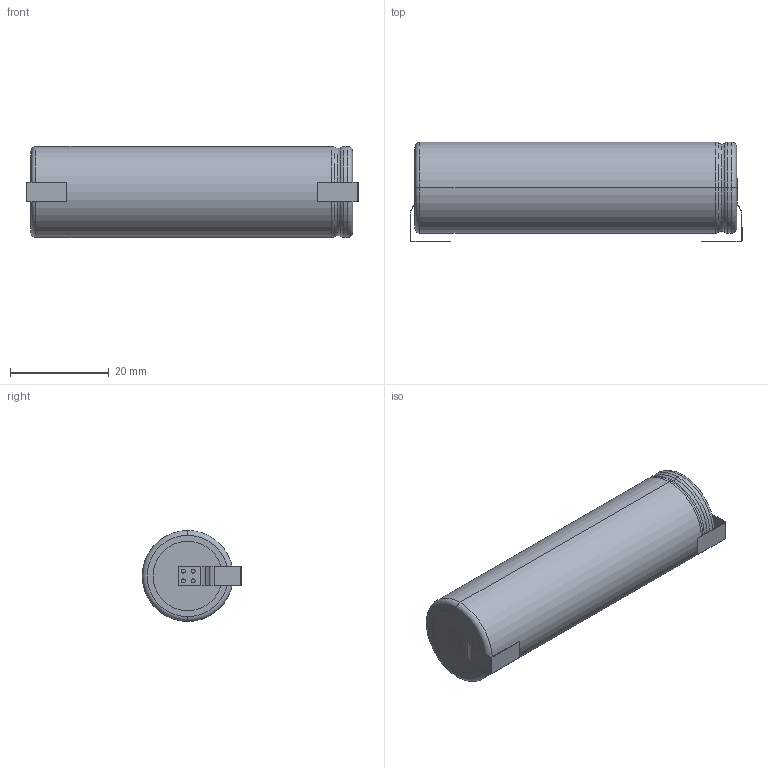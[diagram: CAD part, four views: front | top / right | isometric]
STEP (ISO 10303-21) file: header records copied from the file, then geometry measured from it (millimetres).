
FILE_DESCRIPTION (( 'STEP AP214' ), '1' );
FILE_NAME ('4F2BBAB3-8771-48E2-A62B-FB63ADF57E6E.STEP', '2023-07-31T16:00:37', ( '' ), ( '' ), 'SwSTEP 2.0', 'SolidWorks 2022', '' );
FILE_SCHEMA (( 'AUTOMOTIVE_DESIGN' ));
Length unit declared in the file: millimetre
Products named in the file (1): 4F2BBAB3-8771-48E2-A62B-FB63ADF57E6E
Bounding box: 67.1 x 20.15 x 18.4 mm (x, y, z)
Volume: 17205.4 mm3; surface area: 4659 mm2
Topology: 1 solids, 1 shells, 113 faces, 228 edges, 130 vertices
Faces by surface type: plane 59, cylinder 38, torus 14, cone 2
Entity records: 4120 total; most frequent: DIRECTION 560, CARTESIAN_POINT 472, ORIENTED_EDGE 456, EDGE_CURVE 228, AXIS2_PLACEMENT_3D 218, VERTEX_POINT 130, EDGE_LOOP 126, LINE 124
